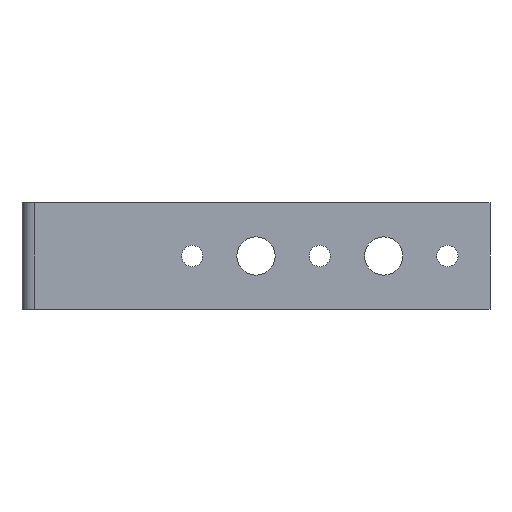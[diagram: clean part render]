
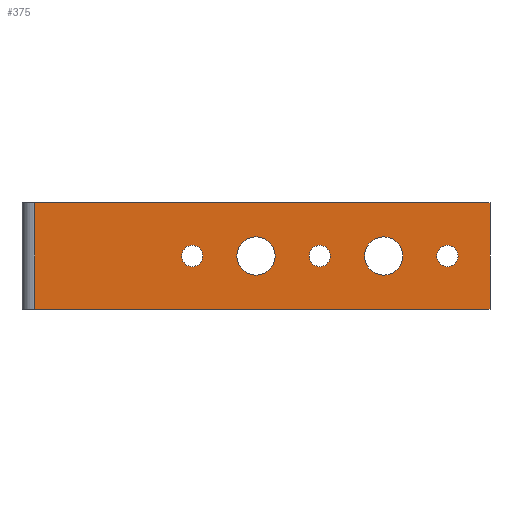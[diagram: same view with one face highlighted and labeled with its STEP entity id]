
A CAD part, front view. The second image highlights one B-rep face of the part: STEP entity #375.
In plain terms, the highlighted planar face has unit normal (0, -1, 0).
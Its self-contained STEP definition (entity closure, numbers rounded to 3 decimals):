
#2 = VERTEX_POINT ( 'NONE', #131 ) ;
#3 = VERTEX_POINT ( 'NONE', #130 ) ;
#4 = ORIENTED_EDGE ( 'NONE', *, *, #6, .F. ) ;
#5 = EDGE_LOOP ( 'NONE', ( #16, #15 ) ) ;
#6 = EDGE_CURVE ( 'NONE', #3, #2, #157, .T. ) ;
#9 = EDGE_CURVE ( 'NONE', #2, #3, #152, .T. ) ;
#11 = EDGE_LOOP ( 'NONE', ( #14, #4 ) ) ;
#12 = EDGE_LOOP ( 'NONE', ( #298, #299 ) ) ;
#13 = EDGE_CURVE ( 'NONE', #394, #387, #143, .T. ) ;
#14 = ORIENTED_EDGE ( 'NONE', *, *, #9, .F. ) ;
#15 = ORIENTED_EDGE ( 'NONE', *, *, #18, .F. ) ;
#16 = ORIENTED_EDGE ( 'NONE', *, *, #75, .F. ) ;
#18 = EDGE_CURVE ( 'NONE', #77, #76, #139, .T. ) ;
#49 = VERTEX_POINT ( 'NONE', #524 ) ;
#50 = VERTEX_POINT ( 'NONE', #429 ) ;
#75 = EDGE_CURVE ( 'NONE', #76, #77, #507, .T. ) ;
#76 = VERTEX_POINT ( 'NONE', #503 ) ;
#77 = VERTEX_POINT ( 'NONE', #502 ) ;
#100 = EDGE_CURVE ( 'NONE', #101, #102, #473, .T. ) ;
#101 = VERTEX_POINT ( 'NONE', #469 ) ;
#102 = VERTEX_POINT ( 'NONE', #468 ) ;
#115 = EDGE_CURVE ( 'NONE', #116, #117, #563, .T. ) ;
#116 = VERTEX_POINT ( 'NONE', #559 ) ;
#117 = VERTEX_POINT ( 'NONE', #558 ) ;
#129 = EDGE_CURVE ( 'NONE', #49, #50, #597, .T. ) ;
#130 = CARTESIAN_POINT ( 'NONE',  ( 102.5, 0., 0. ) ) ;
#131 = CARTESIAN_POINT ( 'NONE',  ( 97.5, 0., 0. ) ) ;
#138 = AXIS2_PLACEMENT_3D ( 'NONE', #463, #462, #461 ) ;
#139 = CIRCLE ( 'NONE', #138, 2.5 ) ;
#140 = DIRECTION ( 'NONE',  ( 0., 0., -1. ) ) ;
#141 = VECTOR ( 'NONE', #140, 1000. ) ;
#142 = CARTESIAN_POINT ( 'NONE',  ( 3., 0., 12.5 ) ) ;
#143 = LINE ( 'NONE', #142, #141 ) ;
#149 = DIRECTION ( 'NONE',  ( 1., 0., 0. ) ) ;
#150 = DIRECTION ( 'NONE',  ( 0., -1., 0. ) ) ;
#151 = AXIS2_PLACEMENT_3D ( 'NONE', #158, #150, #149 ) ;
#152 = CIRCLE ( 'NONE', #151, 2.5 ) ;
#153 = DIRECTION ( 'NONE',  ( 1., 0., 0. ) ) ;
#154 = DIRECTION ( 'NONE',  ( 0., -1., 0. ) ) ;
#155 = CARTESIAN_POINT ( 'NONE',  ( 100., 0., 0. ) ) ;
#156 = AXIS2_PLACEMENT_3D ( 'NONE', #155, #154, #153 ) ;
#157 = CIRCLE ( 'NONE', #156, 2.5 ) ;
#158 = CARTESIAN_POINT ( 'NONE',  ( 100., 0., 0. ) ) ;
#298 = ORIENTED_EDGE ( 'NONE', *, *, #115, .F. ) ;
#299 = ORIENTED_EDGE ( 'NONE', *, *, #300, .F. ) ;
#300 = EDGE_CURVE ( 'NONE', #117, #116, #789, .T. ) ;
#375 = ADVANCED_FACE ( 'NONE', ( #1024, #1023, #1022, #1021, #1020, #1019 ), #1018, .F. ) ;
#376 = EDGE_LOOP ( 'NONE', ( #377, #378 ) ) ;
#377 = ORIENTED_EDGE ( 'NONE', *, *, #129, .F. ) ;
#378 = ORIENTED_EDGE ( 'NONE', *, *, #379, .F. ) ;
#379 = EDGE_CURVE ( 'NONE', #50, #49, #1013, .T. ) ;
#380 = EDGE_LOOP ( 'NONE', ( #381, #382 ) ) ;
#381 = ORIENTED_EDGE ( 'NONE', *, *, #100, .F. ) ;
#382 = ORIENTED_EDGE ( 'NONE', *, *, #383, .F. ) ;
#383 = EDGE_CURVE ( 'NONE', #102, #101, #1008, .T. ) ;
#384 = EDGE_LOOP ( 'NONE', ( #385, #389, #392, #395 ) ) ;
#385 = ORIENTED_EDGE ( 'NONE', *, *, #386, .T. ) ;
#386 = EDGE_CURVE ( 'NONE', #387, #388, #1003, .T. ) ;
#387 = VERTEX_POINT ( 'NONE', #999 ) ;
#388 = VERTEX_POINT ( 'NONE', #998 ) ;
#389 = ORIENTED_EDGE ( 'NONE', *, *, #390, .F. ) ;
#390 = EDGE_CURVE ( 'NONE', #391, #388, #997, .T. ) ;
#391 = VERTEX_POINT ( 'NONE', #993 ) ;
#392 = ORIENTED_EDGE ( 'NONE', *, *, #393, .F. ) ;
#393 = EDGE_CURVE ( 'NONE', #394, #391, #1052, .T. ) ;
#394 = VERTEX_POINT ( 'NONE', #1048 ) ;
#395 = ORIENTED_EDGE ( 'NONE', *, *, #13, .T. ) ;
#429 = CARTESIAN_POINT ( 'NONE',  ( 59.5, 0., 0. ) ) ;
#461 = DIRECTION ( 'NONE',  ( 1., 0., 0. ) ) ;
#462 = DIRECTION ( 'NONE',  ( 0., -1., 0. ) ) ;
#463 = CARTESIAN_POINT ( 'NONE',  ( 70., 0., 0. ) ) ;
#468 = CARTESIAN_POINT ( 'NONE',  ( 89.5, 0., 0. ) ) ;
#469 = CARTESIAN_POINT ( 'NONE',  ( 80.5, 0., 0. ) ) ;
#470 = DIRECTION ( 'NONE',  ( 1., 0., 0. ) ) ;
#471 = DIRECTION ( 'NONE',  ( 0., -1., 0. ) ) ;
#472 = AXIS2_PLACEMENT_3D ( 'NONE', #479, #471, #470 ) ;
#473 = CIRCLE ( 'NONE', #472, 4.5 ) ;
#479 = CARTESIAN_POINT ( 'NONE',  ( 85., 0., 0. ) ) ;
#502 = CARTESIAN_POINT ( 'NONE',  ( 72.5, 0., 0. ) ) ;
#503 = CARTESIAN_POINT ( 'NONE',  ( 67.5, 0., 0. ) ) ;
#504 = DIRECTION ( 'NONE',  ( 1., 0., 0. ) ) ;
#505 = DIRECTION ( 'NONE',  ( 0., -1., 0. ) ) ;
#506 = AXIS2_PLACEMENT_3D ( 'NONE', #512, #505, #504 ) ;
#507 = CIRCLE ( 'NONE', #506, 2.5 ) ;
#512 = CARTESIAN_POINT ( 'NONE',  ( 70., 0., 0. ) ) ;
#524 = CARTESIAN_POINT ( 'NONE',  ( 50.5, 0., 0. ) ) ;
#558 = CARTESIAN_POINT ( 'NONE',  ( 42.5, 0., 0. ) ) ;
#559 = CARTESIAN_POINT ( 'NONE',  ( 37.5, 0., 0. ) ) ;
#560 = DIRECTION ( 'NONE',  ( 1., 0., 0. ) ) ;
#561 = DIRECTION ( 'NONE',  ( 0., -1., 0. ) ) ;
#562 = AXIS2_PLACEMENT_3D ( 'NONE', #567, #561, #560 ) ;
#563 = CIRCLE ( 'NONE', #562, 2.5 ) ;
#567 = CARTESIAN_POINT ( 'NONE',  ( 40., 0., 0. ) ) ;
#594 = DIRECTION ( 'NONE',  ( 1., 0., 0. ) ) ;
#595 = DIRECTION ( 'NONE',  ( 0., -1., 0. ) ) ;
#596 = AXIS2_PLACEMENT_3D ( 'NONE', #603, #595, #594 ) ;
#597 = CIRCLE ( 'NONE', #596, 4.5 ) ;
#603 = CARTESIAN_POINT ( 'NONE',  ( 55., 0., 0. ) ) ;
#785 = DIRECTION ( 'NONE',  ( 1., 0., 0. ) ) ;
#786 = DIRECTION ( 'NONE',  ( 0., -1., 0. ) ) ;
#787 = CARTESIAN_POINT ( 'NONE',  ( 40., 0., 0. ) ) ;
#788 = AXIS2_PLACEMENT_3D ( 'NONE', #787, #786, #785 ) ;
#789 = CIRCLE ( 'NONE', #788, 2.5 ) ;
#993 = CARTESIAN_POINT ( 'NONE',  ( 110., 0., 12.5 ) ) ;
#994 = DIRECTION ( 'NONE',  ( 0., 0., -1. ) ) ;
#995 = VECTOR ( 'NONE', #994, 1000. ) ;
#996 = CARTESIAN_POINT ( 'NONE',  ( 110., 0., 12.5 ) ) ;
#997 = LINE ( 'NONE', #996, #995 ) ;
#998 = CARTESIAN_POINT ( 'NONE',  ( 110., 0., -12.5 ) ) ;
#999 = CARTESIAN_POINT ( 'NONE',  ( 3., 0., -12.5 ) ) ;
#1000 = DIRECTION ( 'NONE',  ( 1., 0., 0. ) ) ;
#1001 = VECTOR ( 'NONE', #1000, 1000. ) ;
#1002 = CARTESIAN_POINT ( 'NONE',  ( 3., 0., -12.5 ) ) ;
#1003 = LINE ( 'NONE', #1002, #1001 ) ;
#1004 = DIRECTION ( 'NONE',  ( 1., 0., 0. ) ) ;
#1005 = DIRECTION ( 'NONE',  ( 0., -1., 0. ) ) ;
#1006 = CARTESIAN_POINT ( 'NONE',  ( 85., 0., 0. ) ) ;
#1007 = AXIS2_PLACEMENT_3D ( 'NONE', #1006, #1005, #1004 ) ;
#1008 = CIRCLE ( 'NONE', #1007, 4.5 ) ;
#1009 = DIRECTION ( 'NONE',  ( 1., 0., 0. ) ) ;
#1010 = DIRECTION ( 'NONE',  ( 0., -1., 0. ) ) ;
#1011 = CARTESIAN_POINT ( 'NONE',  ( 55., 0., 0. ) ) ;
#1012 = AXIS2_PLACEMENT_3D ( 'NONE', #1011, #1010, #1009 ) ;
#1013 = CIRCLE ( 'NONE', #1012, 4.5 ) ;
#1014 = DIRECTION ( 'NONE',  ( 0., 0., 1. ) ) ;
#1015 = DIRECTION ( 'NONE',  ( 0., 1., 0. ) ) ;
#1016 = CARTESIAN_POINT ( 'NONE',  ( 3., 0., 12.5 ) ) ;
#1017 = AXIS2_PLACEMENT_3D ( 'NONE', #1016, #1015, #1014 ) ;
#1018 = PLANE ( 'NONE',  #1017 ) ;
#1019 = FACE_BOUND ( 'NONE', #12, .T. ) ;
#1020 = FACE_BOUND ( 'NONE', #5, .T. ) ;
#1021 = FACE_BOUND ( 'NONE', #11, .T. ) ;
#1022 = FACE_OUTER_BOUND ( 'NONE', #384, .T. ) ;
#1023 = FACE_BOUND ( 'NONE', #380, .T. ) ;
#1024 = FACE_BOUND ( 'NONE', #376, .T. ) ;
#1048 = CARTESIAN_POINT ( 'NONE',  ( 3., 0., 12.5 ) ) ;
#1049 = DIRECTION ( 'NONE',  ( 1., 0., 0. ) ) ;
#1050 = VECTOR ( 'NONE', #1049, 1000. ) ;
#1051 = CARTESIAN_POINT ( 'NONE',  ( 3., 0., 12.5 ) ) ;
#1052 = LINE ( 'NONE', #1051, #1050 ) ;
